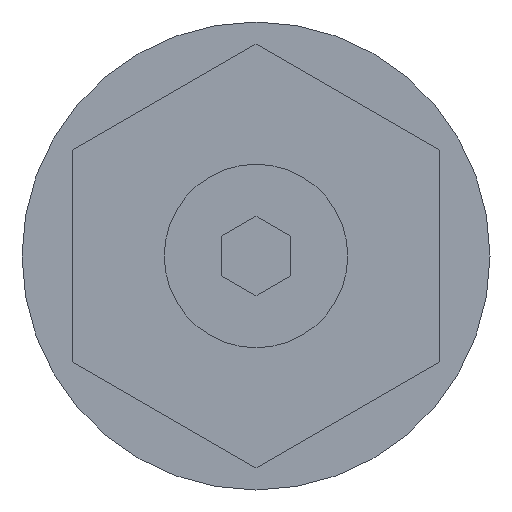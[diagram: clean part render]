
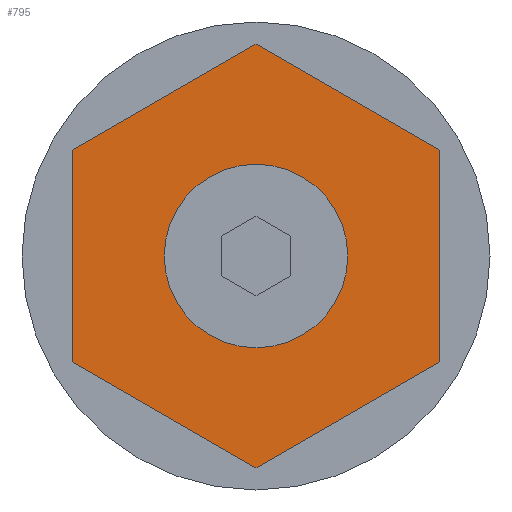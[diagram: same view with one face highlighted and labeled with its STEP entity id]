
A CAD part, left-side view. The second image highlights one B-rep face of the part: STEP entity #795.
In plain terms, the highlighted planar face has unit normal (-1, 0, 0).
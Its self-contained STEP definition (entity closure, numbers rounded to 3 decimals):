
#18 = EDGE_CURVE ( 'NONE', #575, #374, #659, .T. ) ;
#20 = EDGE_LOOP ( 'NONE', ( #946, #645, #49, #340, #414, #346 ) ) ;
#21 = LINE ( 'NONE', #870, #747 ) ;
#35 = CARTESIAN_POINT ( 'NONE',  ( 0., 0., 4.619 ) ) ;
#49 = ORIENTED_EDGE ( 'NONE', *, *, #646, .T. ) ;
#50 = CARTESIAN_POINT ( 'NONE',  ( 0., 4., 2.309 ) ) ;
#64 = CARTESIAN_POINT ( 'NONE',  ( 0., -4., -2.309 ) ) ;
#72 = LINE ( 'NONE', #379, #662 ) ;
#82 = ORIENTED_EDGE ( 'NONE', *, *, #444, .F. ) ;
#83 = EDGE_CURVE ( 'NONE', #374, #928, #831, .T. ) ;
#120 = ORIENTED_EDGE ( 'NONE', *, *, #872, .F. ) ;
#144 = EDGE_CURVE ( 'NONE', #362, #575, #911, .T. ) ;
#182 = LINE ( 'NONE', #338, #206 ) ;
#185 = VERTEX_POINT ( 'NONE', #552 ) ;
#206 = VECTOR ( 'NONE', #479, 1000. ) ;
#218 = EDGE_CURVE ( 'NONE', #487, #185, #182, .T. ) ;
#250 = DIRECTION ( 'NONE',  ( 0., 0., -1. ) ) ;
#260 = CARTESIAN_POINT ( 'NONE',  ( 0., -4., -2.309 ) ) ;
#290 = CIRCLE ( 'NONE', #717, 2. ) ;
#293 = VERTEX_POINT ( 'NONE', #738 ) ;
#338 = CARTESIAN_POINT ( 'NONE',  ( 0., 4., 2.309 ) ) ;
#340 = ORIENTED_EDGE ( 'NONE', *, *, #218, .T. ) ;
#346 = ORIENTED_EDGE ( 'NONE', *, *, #144, .T. ) ;
#348 = CARTESIAN_POINT ( 'NONE',  ( 0., 0., 0. ) ) ;
#362 = VERTEX_POINT ( 'NONE', #732 ) ;
#372 = DIRECTION ( 'NONE',  ( 0., 0., 1. ) ) ;
#374 = VERTEX_POINT ( 'NONE', #927 ) ;
#379 = CARTESIAN_POINT ( 'NONE',  ( 0., 0., 4.619 ) ) ;
#411 = VECTOR ( 'NONE', #372, 1000. ) ;
#414 = ORIENTED_EDGE ( 'NONE', *, *, #978, .T. ) ;
#415 = DIRECTION ( 'NONE',  ( 0., 0., 1. ) ) ;
#444 = EDGE_CURVE ( 'NONE', #293, #467, #829, .T. ) ;
#456 = DIRECTION ( 'NONE',  ( 0., 0., 1. ) ) ;
#459 = FACE_OUTER_BOUND ( 'NONE', #20, .T. ) ;
#460 = DIRECTION ( 'NONE',  ( 0., -0.866, 0.5 ) ) ;
#464 = PLANE ( 'NONE',  #650 ) ;
#466 = CARTESIAN_POINT ( 'NONE',  ( 0., 0., 0. ) ) ;
#467 = VERTEX_POINT ( 'NONE', #796 ) ;
#474 = DIRECTION ( 'NONE',  ( 0., 0.866, 0.5 ) ) ;
#479 = DIRECTION ( 'NONE',  ( 0., 0., -1. ) ) ;
#487 = VERTEX_POINT ( 'NONE', #50 ) ;
#525 = DIRECTION ( 'NONE',  ( -1., 0., 0. ) ) ;
#540 = FACE_BOUND ( 'NONE', #597, .T. ) ;
#552 = CARTESIAN_POINT ( 'NONE',  ( 0., 4., -2.309 ) ) ;
#559 = DIRECTION ( 'NONE',  ( -1., 0., 0. ) ) ;
#575 = VERTEX_POINT ( 'NONE', #260 ) ;
#597 = EDGE_LOOP ( 'NONE', ( #120, #82 ) ) ;
#645 = ORIENTED_EDGE ( 'NONE', *, *, #83, .T. ) ;
#646 = EDGE_CURVE ( 'NONE', #928, #487, #72, .T. ) ;
#650 = AXIS2_PLACEMENT_3D ( 'NONE', #759, #673, #250 ) ;
#653 = DIRECTION ( 'NONE',  ( 0., 0.866, -0.5 ) ) ;
#659 = LINE ( 'NONE', #64, #411 ) ;
#662 = VECTOR ( 'NONE', #653, 1000. ) ;
#673 = DIRECTION ( 'NONE',  ( 1., 0., 0. ) ) ;
#717 = AXIS2_PLACEMENT_3D ( 'NONE', #348, #559, #415 ) ;
#720 = DIRECTION ( 'NONE',  ( 0., -0.866, -0.5 ) ) ;
#732 = CARTESIAN_POINT ( 'NONE',  ( 0., 0., -4.619 ) ) ;
#738 = CARTESIAN_POINT ( 'NONE',  ( 0., 0., -2. ) ) ;
#747 = VECTOR ( 'NONE', #720, 1000. ) ;
#759 = CARTESIAN_POINT ( 'NONE',  ( 0., 2., 0. ) ) ;
#795 = ADVANCED_FACE ( 'NONE', ( #540, #459 ), #464, .F. ) ;
#796 = CARTESIAN_POINT ( 'NONE',  ( 0., 0., 2. ) ) ;
#829 = CIRCLE ( 'NONE', #965, 2. ) ;
#831 = LINE ( 'NONE', #848, #962 ) ;
#836 = CARTESIAN_POINT ( 'NONE',  ( 0., 0., -4.619 ) ) ;
#848 = CARTESIAN_POINT ( 'NONE',  ( 0., -4., 2.309 ) ) ;
#870 = CARTESIAN_POINT ( 'NONE',  ( 0., 4., -2.309 ) ) ;
#872 = EDGE_CURVE ( 'NONE', #467, #293, #290, .T. ) ;
#898 = VECTOR ( 'NONE', #460, 1000. ) ;
#911 = LINE ( 'NONE', #836, #898 ) ;
#927 = CARTESIAN_POINT ( 'NONE',  ( 0., -4., 2.309 ) ) ;
#928 = VERTEX_POINT ( 'NONE', #35 ) ;
#946 = ORIENTED_EDGE ( 'NONE', *, *, #18, .T. ) ;
#962 = VECTOR ( 'NONE', #474, 1000. ) ;
#965 = AXIS2_PLACEMENT_3D ( 'NONE', #466, #525, #456 ) ;
#978 = EDGE_CURVE ( 'NONE', #185, #362, #21, .T. ) ;
